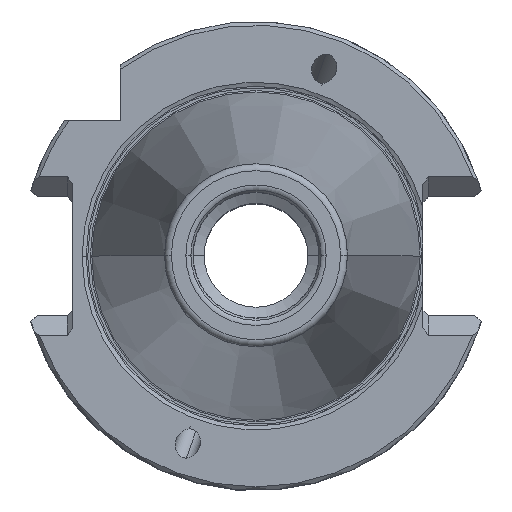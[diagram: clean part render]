
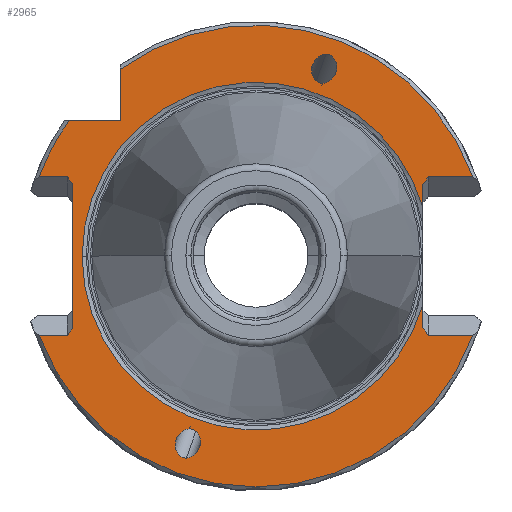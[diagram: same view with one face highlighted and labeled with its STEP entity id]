
A CAD part, top view. The second image highlights one B-rep face of the part: STEP entity #2965.
In plain terms, the highlighted planar face has unit normal (0, 0, 1).
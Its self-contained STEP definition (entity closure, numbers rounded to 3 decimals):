
#1151=EDGE_CURVE('NONE',#2191,#2941,#3321,.T.);
#1233=VERTEX_POINT('NONE',#3408);
#1317=EDGE_CURVE('NONE',#3079,#2005,#3501,.T.);
#1367=EDGE_CURVE('NONE',#2195,#1669,#3553,.T.);
#1381=VERTEX_POINT('NONE',#3567);
#1443=VERTEX_POINT('NONE',#3638);
#1479=EDGE_CURVE('NONE',#3155,#3065,#3678,.T.);
#1505=EDGE_CURVE('NONE',#2699,#2421,#3706,.T.);
#1561=EDGE_CURVE('NONE',#2233,#2315,#3767,.T.);
#1641=EDGE_CURVE('NONE',#2067,#2877,#3857,.T.);
#1669=VERTEX_POINT('NONE',#3889);
#1891=EDGE_CURVE('NONE',#2825,#2191,#4131,.T.);
#1931=EDGE_CURVE('NONE',#2195,#1233,#4174,.T.);
#2005=VERTEX_POINT('NONE',#4257);
#2067=VERTEX_POINT('NONE',#4325);
#2191=VERTEX_POINT('NONE',#4463);
#2195=VERTEX_POINT('NONE',#4467);
#2221=EDGE_CURVE('NONE',#1233,#2537,#4496,.T.);
#2233=VERTEX_POINT('NONE',#4512);
#2241=EDGE_CURVE('NONE',#1443,#2337,#4522,.T.);
#2313=EDGE_CURVE('NONE',#2315,#2233,#4602,.T.);
#2315=VERTEX_POINT('NONE',#4604);
#2337=VERTEX_POINT('NONE',#4627);
#2351=EDGE_CURVE('NONE',#2941,#2421,#4642,.T.);
#2415=VERTEX_POINT('NONE',#4715);
#2421=VERTEX_POINT('NONE',#4722);
#2443=EDGE_CURVE('NONE',#1669,#2877,#4747,.T.);
#2497=EDGE_CURVE('NONE',#2825,#2537,#4809,.T.);
#2537=VERTEX_POINT('NONE',#4851);
#2569=EDGE_CURVE('NONE',#3079,#3155,#4885,.T.);
#2609=EDGE_CURVE('NONE',#2067,#2005,#4932,.T.);
#2699=VERTEX_POINT('NONE',#5031);
#2747=VERTEX_POINT('NONE',#5084);
#2779=EDGE_CURVE('NONE',#1381,#2747,#5119,.T.);
#2825=VERTEX_POINT('NONE',#5168);
#2877=VERTEX_POINT('NONE',#5228);
#2917=EDGE_CURVE('NONE',#2747,#1381,#5274,.T.);
#2941=VERTEX_POINT('NONE',#5301);
#2965=ADVANCED_FACE('NONE',(#5327,#5328,#5329),#5330,.F.);
#3033=EDGE_CURVE('NONE',#2337,#3065,#5404,.T.);
#3065=VERTEX_POINT('NONE',#5439);
#3079=VERTEX_POINT('NONE',#5455);
#3129=EDGE_CURVE('NONE',#2415,#1443,#5508,.T.);
#3155=VERTEX_POINT('NONE',#5535);
#3193=EDGE_CURVE('NONE',#2415,#2699,#5578,.T.);
#3321=LINE('',#5725,#5726);
#3408=CARTESIAN_POINT('',(-18.35,18.35,-1.0));
#3501=LINE('',#6011,#6012);
#3553=CIRCLE('',#6092,31.25);
#3567=CARTESIAN_POINT('',(-9.452,-27.347,-1.0));
#3638=CARTESIAN_POINT('',(22.6,-9.689,-1.0));
#3678=CIRCLE('',#6302,31.25);
#3706=CIRCLE('',#6342,23.536);
#3767=(B_SPLINE_CURVE(3,(#6443,#6444,#6445,#6446),.UNSPECIFIED.,.F.,.F.)B_SPLINE_CURVE_WITH_KNOTS((4,4),(0.29,3.431),.UNSPECIFIED.)RATIONAL_B_SPLINE_CURVE((1.0,0.333,0.333,1.0))BOUNDED_CURVE()REPRESENTATION_ITEM('')GEOMETRIC_REPRESENTATION_ITEM()CURVE());
#3857=LINE('',#6610,#6611);
#3889=CARTESIAN_POINT('',(-29.343,10.75,-1.));
#4131=LINE('',#7093,#7094);
#4174=LINE('',#7161,#7162);
#4257=CARTESIAN_POINT('',(-24.8,-9.689,-1.));
#4325=CARTESIAN_POINT('',(-24.8,9.689,-1.));
#4463=CARTESIAN_POINT('',(23.35,10.75,-1.));
#4467=CARTESIAN_POINT('',(-25.295,18.35,-1.0));
#4496=LINE('',#7733,#7734);
#4512=CARTESIAN_POINT('',(9.452,27.347,-1.0));
#4522=LINE('',#7763,#7764);
#4602=(B_SPLINE_CURVE(3,(#7896,#7897,#7898,#7899),.UNSPECIFIED.,.F.,.F.)B_SPLINE_CURVE_WITH_KNOTS((4,4),(3.431,6.573),.UNSPECIFIED.)RATIONAL_B_SPLINE_CURVE((1.0,0.333,0.333,1.0))BOUNDED_CURVE()REPRESENTATION_ITEM('')GEOMETRIC_REPRESENTATION_ITEM()CURVE());
#4604=CARTESIAN_POINT('',(9.017,23.397,-1.0));
#4627=CARTESIAN_POINT('',(23.35,-10.75,-1.));
#4642=LINE('',#7969,#7970);
#4715=CARTESIAN_POINT('',(22.6,-6.57,-1.));
#4722=CARTESIAN_POINT('',(22.6,6.57,-1.0));
#4747=LINE('',#8151,#8152);
#4809=CIRCLE('',#8246,31.25);
#4851=CARTESIAN_POINT('',(-18.35,25.295,-1.0));
#4885=LINE('',#8389,#8390);
#4932=LINE('',#8459,#8460);
#5031=CARTESIAN_POINT('',(-23.536,0.,-1.));
#5084=CARTESIAN_POINT('',(-9.017,-23.397,-1.0));
#5119=(B_SPLINE_CURVE(3,(#8800,#8801,#8802,#8803),.UNSPECIFIED.,.F.,.F.)B_SPLINE_CURVE_WITH_KNOTS((4,4),(0.29,3.431),.UNSPECIFIED.)RATIONAL_B_SPLINE_CURVE((1.0,0.333,0.333,1.0))BOUNDED_CURVE()REPRESENTATION_ITEM('')GEOMETRIC_REPRESENTATION_ITEM()CURVE());
#5168=CARTESIAN_POINT('',(29.343,10.75,-1.));
#5228=CARTESIAN_POINT('',(-25.55,10.75,-1.));
#5274=(B_SPLINE_CURVE(3,(#9014,#9015,#9016,#9017),.UNSPECIFIED.,.F.,.F.)B_SPLINE_CURVE_WITH_KNOTS((4,4),(3.431,6.573),.UNSPECIFIED.)RATIONAL_B_SPLINE_CURVE((1.0,0.333,0.333,1.0))BOUNDED_CURVE()REPRESENTATION_ITEM('')GEOMETRIC_REPRESENTATION_ITEM()CURVE());
#5301=CARTESIAN_POINT('',(22.6,9.689,-1.));
#5327=FACE_OUTER_BOUND('',#9109,.T.);
#5328=FACE_BOUND('',#9110,.T.);
#5329=FACE_BOUND('',#9111,.T.);
#5330=PLANE('',#9112);
#5404=LINE('',#9269,#9270);
#5439=CARTESIAN_POINT('',(29.343,-10.75,-1.));
#5455=CARTESIAN_POINT('',(-25.55,-10.75,-1.));
#5508=LINE('',#9432,#9433);
#5535=CARTESIAN_POINT('',(-29.343,-10.75,-1.));
#5578=CIRCLE('',#9549,23.536);
#5725=CARTESIAN_POINT('',(22.077,8.95,-1.));
#5726=VECTOR('',#9724,1000.0);
#6011=CARTESIAN_POINT('',(-18.12,-0.243,-1.));
#6012=VECTOR('',#9927,1000.0);
#6092=AXIS2_PLACEMENT_3D('',#9962,#9963,#9964);
#6302=AXIS2_PLACEMENT_3D('',#10111,#10112,#10113);
#6342=AXIS2_PLACEMENT_3D('',#10138,#10139,#10140);
#6443=CARTESIAN_POINT('',(9.452,27.347,-1.0));
#6444=CARTESIAN_POINT('',(6.086,27.347,-1.0));
#6445=CARTESIAN_POINT('',(5.652,23.397,-1.0));
#6446=CARTESIAN_POINT('',(9.017,23.397,-1.0));
#6610=CARTESIAN_POINT('',(-18.12,0.243,-1.));
#6611=VECTOR('',#10332,1000.0);
#7093=CARTESIAN_POINT('',(124.8,10.75,-1.));
#7094=VECTOR('',#10639,1000.0);
#7161=CARTESIAN_POINT('',(-38.35,18.35,-1.0));
#7162=VECTOR('',#10672,1000.0);
#7733=CARTESIAN_POINT('',(-18.35,18.35,-1.0));
#7734=VECTOR('',#11032,1000.0);
#7763=CARTESIAN_POINT('',(22.077,-8.95,-1.));
#7764=VECTOR('',#11071,1000.0);
#7896=CARTESIAN_POINT('',(9.017,23.397,-1.0));
#7897=CARTESIAN_POINT('',(12.383,23.397,-1.0));
#7898=CARTESIAN_POINT('',(12.817,27.347,-1.0));
#7899=CARTESIAN_POINT('',(9.452,27.347,-1.0));
#7969=CARTESIAN_POINT('',(22.6,0.,-1.0));
#7970=VECTOR('',#11195,1000.0);
#8151=CARTESIAN_POINT('',(-61.2,10.75,-1.));
#8152=VECTOR('',#11357,1000.0);
#8246=AXIS2_PLACEMENT_3D('',#11426,#11427,#11428);
#8389=CARTESIAN_POINT('',(-61.2,-10.75,-1.));
#8390=VECTOR('',#11499,1000.0);
#8459=CARTESIAN_POINT('',(-24.8,0.,-1.0));
#8460=VECTOR('',#11578,1000.0);
#8800=CARTESIAN_POINT('',(-9.452,-27.347,-1.0));
#8801=CARTESIAN_POINT('',(-6.086,-27.347,-1.0));
#8802=CARTESIAN_POINT('',(-5.652,-23.397,-1.0));
#8803=CARTESIAN_POINT('',(-9.017,-23.397,-1.0));
#9014=CARTESIAN_POINT('',(-9.017,-23.397,-1.0));
#9015=CARTESIAN_POINT('',(-12.383,-23.397,-1.0));
#9016=CARTESIAN_POINT('',(-12.817,-27.347,-1.0));
#9017=CARTESIAN_POINT('',(-9.452,-27.347,-1.0));
#9109=EDGE_LOOP('',(#12052,#12053,#12054,#12055,#12056,#12057,#12058,#12059,#12060,#12061,#12062,#12063,#12064,#12065,#12066,#12067,#12068,#12069));
#9110=EDGE_LOOP('',(#12070,#12071));
#9111=EDGE_LOOP('',(#12072,#12073));
#9112=AXIS2_PLACEMENT_3D('',#12074,#12075,#12076);
#9269=CARTESIAN_POINT('',(124.8,-10.75,-1.));
#9270=VECTOR('',#12127,1000.0);
#9432=CARTESIAN_POINT('',(22.6,0.,-1.0));
#9433=VECTOR('',#12224,1000.0);
#9549=AXIS2_PLACEMENT_3D('',#12313,#12314,#12315);
#9724=DIRECTION('',(-0.577,-0.816,0.0));
#9927=DIRECTION('',(0.577,0.816,0.0));
#9962=CARTESIAN_POINT('',(0.0,0.0,-1.));
#9963=DIRECTION('',(0.0,-0.0,1.0));
#9964=DIRECTION('',(1.0,0.,0.0));
#10111=CARTESIAN_POINT('',(0.0,0.0,-1.));
#10112=DIRECTION('',(0.0,-0.0,1.0));
#10113=DIRECTION('',(1.0,0.,0.0));
#10138=CARTESIAN_POINT('',(0.0,0.0,-1.));
#10139=DIRECTION('',(0.0,0.0,-1.0));
#10140=DIRECTION('',(1.0,0.,0.0));
#10332=DIRECTION('',(-0.577,0.816,0.0));
#10639=DIRECTION('',(-1.0,0.,0.0));
#10672=DIRECTION('',(1.0,0.,0.0));
#11032=DIRECTION('',(0.,1.0,0.0));
#11071=DIRECTION('',(0.577,-0.816,0.0));
#11195=DIRECTION('',(0.,-1.0,-0.0));
#11357=DIRECTION('',(1.0,0.,0.0));
#11426=CARTESIAN_POINT('',(0.0,0.0,-1.));
#11427=DIRECTION('',(0.0,-0.0,1.0));
#11428=DIRECTION('',(1.0,0.,0.0));
#11499=DIRECTION('',(-1.0,0.,0.0));
#11578=DIRECTION('',(0.,-1.0,-0.0));
#12052=ORIENTED_EDGE('',*,*,#1931,.F.);
#12053=ORIENTED_EDGE('',*,*,#1367,.T.);
#12054=ORIENTED_EDGE('',*,*,#2443,.T.);
#12055=ORIENTED_EDGE('',*,*,#1641,.F.);
#12056=ORIENTED_EDGE('',*,*,#2609,.T.);
#12057=ORIENTED_EDGE('',*,*,#1317,.F.);
#12058=ORIENTED_EDGE('',*,*,#2569,.T.);
#12059=ORIENTED_EDGE('',*,*,#1479,.T.);
#12060=ORIENTED_EDGE('',*,*,#3033,.F.);
#12061=ORIENTED_EDGE('',*,*,#2241,.F.);
#12062=ORIENTED_EDGE('',*,*,#3129,.F.);
#12063=ORIENTED_EDGE('',*,*,#3193,.T.);
#12064=ORIENTED_EDGE('',*,*,#1505,.T.);
#12065=ORIENTED_EDGE('',*,*,#2351,.F.);
#12066=ORIENTED_EDGE('',*,*,#1151,.F.);
#12067=ORIENTED_EDGE('',*,*,#1891,.F.);
#12068=ORIENTED_EDGE('',*,*,#2497,.T.);
#12069=ORIENTED_EDGE('',*,*,#2221,.F.);
#12070=ORIENTED_EDGE('',*,*,#2313,.F.);
#12071=ORIENTED_EDGE('',*,*,#1561,.F.);
#12072=ORIENTED_EDGE('',*,*,#2917,.F.);
#12073=ORIENTED_EDGE('',*,*,#2779,.F.);
#12074=CARTESIAN_POINT('',(0.,-32.5,-1.));
#12075=DIRECTION('',(0.0,0.0,-1.0));
#12076=DIRECTION('',(-1.0,0.0,0.0));
#12127=DIRECTION('',(1.0,0.,0.0));
#12224=DIRECTION('',(0.,-1.0,-0.0));
#12313=CARTESIAN_POINT('',(0.0,0.0,-1.));
#12314=DIRECTION('',(0.0,0.0,-1.0));
#12315=DIRECTION('',(1.0,0.,0.0));
